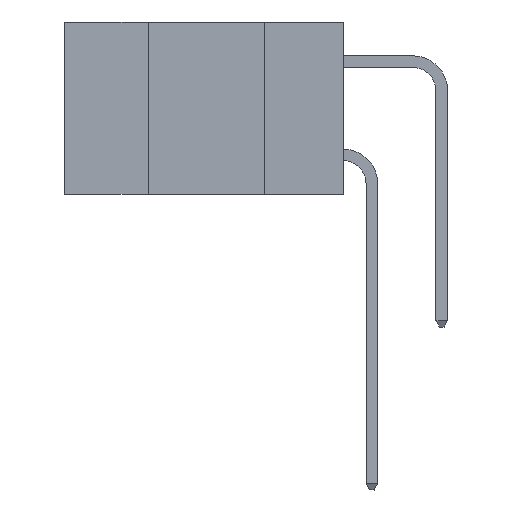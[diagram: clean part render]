
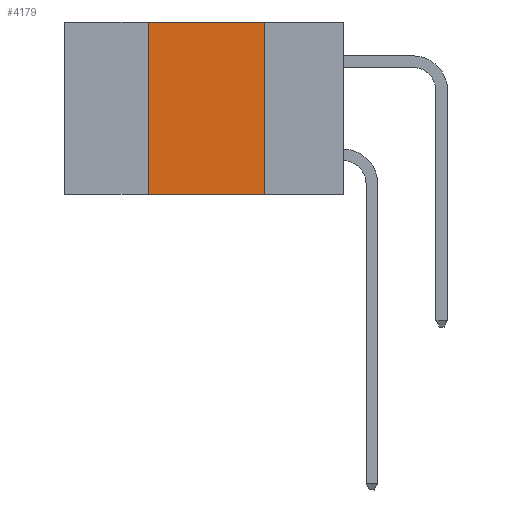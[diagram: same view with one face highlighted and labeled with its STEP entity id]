
A CAD part, left-side view. The second image highlights one B-rep face of the part: STEP entity #4179.
In plain terms, the highlighted planar face has unit normal (-1, 0, 0).
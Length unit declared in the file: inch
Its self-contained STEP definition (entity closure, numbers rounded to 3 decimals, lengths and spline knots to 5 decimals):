
#202 = DIRECTION ( 'NONE',  ( 0., 0., -1. ) ) ;
#239 = PLANE ( 'NONE',  #16386 ) ;
#428 = ORIENTED_EDGE ( 'NONE', *, *, #4236, .T. ) ;
#1097 = DIRECTION ( 'NONE',  ( 0., 0., -1. ) ) ;
#1160 = CARTESIAN_POINT ( 'NONE',  ( 0., 0.17, 0. ) ) ;
#1582 = ORIENTED_EDGE ( 'NONE', *, *, #5198, .F. ) ;
#1635 = DIRECTION ( 'NONE',  ( 0., -1., 0. ) ) ;
#2482 = CARTESIAN_POINT ( 'NONE',  ( 0., 0.42, -0.37 ) ) ;
#2749 = ORIENTED_EDGE ( 'NONE', *, *, #14288, .F. ) ;
#2751 = LINE ( 'NONE', #1160, #10225 ) ;
#2813 = EDGE_CURVE ( 'NONE', #14023, #15162, #9248, .T. ) ;
#3901 = CARTESIAN_POINT ( 'NONE',  ( 0., 0.6, -0.37 ) ) ;
#4179 = ADVANCED_FACE ( 'NONE', ( #5227 ), #239, .F. ) ;
#4236 = EDGE_CURVE ( 'NONE', #14023, #12433, #4826, .T. ) ;
#4356 = CARTESIAN_POINT ( 'NONE',  ( 0., 0.17, 0. ) ) ;
#4826 = LINE ( 'NONE', #3901, #14492 ) ;
#5198 = EDGE_CURVE ( 'NONE', #16688, #12433, #2751, .T. ) ;
#5227 = FACE_OUTER_BOUND ( 'NONE', #9701, .T. ) ;
#6197 = DIRECTION ( 'NONE',  ( 1., 0., 0. ) ) ;
#6716 = CARTESIAN_POINT ( 'NONE',  ( 0., 0.42, 0. ) ) ;
#6894 = DIRECTION ( 'NONE',  ( 0., -1., 0. ) ) ;
#6902 = CARTESIAN_POINT ( 'NONE',  ( 0., 0.17, -0.37 ) ) ;
#8262 = CARTESIAN_POINT ( 'NONE',  ( 0., 0.6, 0. ) ) ;
#9075 = CARTESIAN_POINT ( 'NONE',  ( 0., 0.6, 0. ) ) ;
#9085 = CARTESIAN_POINT ( 'NONE',  ( 0., 0.42, 0. ) ) ;
#9248 = LINE ( 'NONE', #6716, #12348 ) ;
#9374 = DIRECTION ( 'NONE',  ( 0., 0., 1. ) ) ;
#9701 = EDGE_LOOP ( 'NONE', ( #1582, #2749, #14970, #428 ) ) ;
#10225 = VECTOR ( 'NONE', #1097, 39.37008 ) ;
#10777 = VECTOR ( 'NONE', #1635, 39.37008 ) ;
#11990 = LINE ( 'NONE', #8262, #10777 ) ;
#12348 = VECTOR ( 'NONE', #9374, 39.37008 ) ;
#12433 = VERTEX_POINT ( 'NONE', #6902 ) ;
#14023 = VERTEX_POINT ( 'NONE', #2482 ) ;
#14288 = EDGE_CURVE ( 'NONE', #15162, #16688, #11990, .T. ) ;
#14492 = VECTOR ( 'NONE', #6894, 39.37008 ) ;
#14970 = ORIENTED_EDGE ( 'NONE', *, *, #2813, .F. ) ;
#15162 = VERTEX_POINT ( 'NONE', #9085 ) ;
#16386 = AXIS2_PLACEMENT_3D ( 'NONE', #9075, #6197, #202 ) ;
#16688 = VERTEX_POINT ( 'NONE', #4356 ) ;
